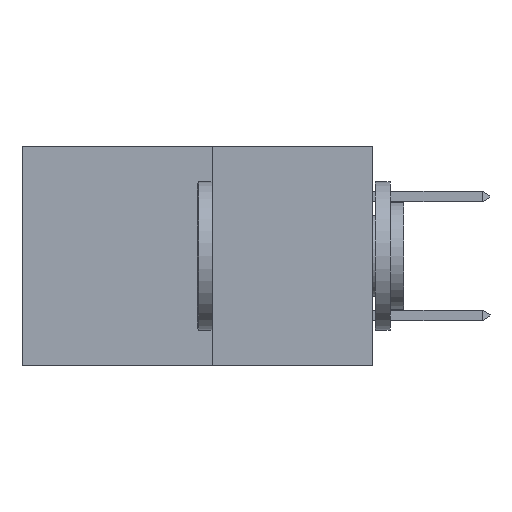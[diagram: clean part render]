
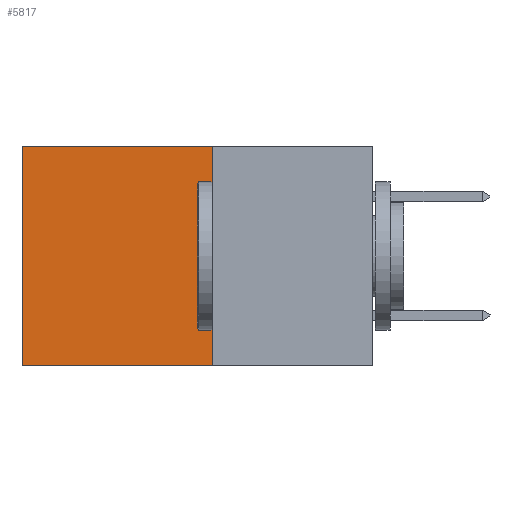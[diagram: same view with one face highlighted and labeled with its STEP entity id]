
A CAD part, left-side view. The second image highlights one B-rep face of the part: STEP entity #5817.
In plain terms, the highlighted planar face has unit normal (-1, 0, 0).
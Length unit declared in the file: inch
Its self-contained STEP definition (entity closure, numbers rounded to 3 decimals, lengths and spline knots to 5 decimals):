
#4 = LINE ( 'NONE', #7119, #5280 ) ;
#419 = ORIENTED_EDGE ( 'NONE', *, *, #32029, .F. ) ;
#508 = LINE ( 'NONE', #11931, #6604 ) ;
#718 = VERTEX_POINT ( 'NONE', #31900 ) ;
#4158 = EDGE_CURVE ( 'NONE', #29068, #32212, #4, .T. ) ;
#4702 = CARTESIAN_POINT ( 'NONE',  ( 0.277, 0.27, 0. ) ) ;
#5280 = VECTOR ( 'NONE', #7328, 39.37008 ) ;
#5817 = ADVANCED_FACE ( 'NONE', ( #13030 ), #10970, .F. ) ;
#5888 = LINE ( 'NONE', #27510, #14435 ) ;
#6604 = VECTOR ( 'NONE', #27453, 39.37008 ) ;
#7119 = CARTESIAN_POINT ( 'NONE',  ( 0.277, 0.27, -0.37 ) ) ;
#7328 = DIRECTION ( 'NONE',  ( 0., 1., 0. ) ) ;
#9465 = DIRECTION ( 'NONE',  ( 0., 0., -1. ) ) ;
#10744 = DIRECTION ( 'NONE',  ( 0., 0., -1. ) ) ;
#10809 = CARTESIAN_POINT ( 'NONE',  ( 0.277, 0.27, -0.37 ) ) ;
#10849 = DIRECTION ( 'NONE',  ( 1., 0., 0. ) ) ;
#10961 = CARTESIAN_POINT ( 'NONE',  ( 0.277, 0.27, -0.37 ) ) ;
#10970 = PLANE ( 'NONE',  #23511 ) ;
#11931 = CARTESIAN_POINT ( 'NONE',  ( 0.277, 0.59, -0.37 ) ) ;
#13030 = FACE_OUTER_BOUND ( 'NONE', #15220, .T. ) ;
#14435 = VECTOR ( 'NONE', #9465, 39.37008 ) ;
#15220 = EDGE_LOOP ( 'NONE', ( #28120, #23598, #419, #20175 ) ) ;
#16423 = LINE ( 'NONE', #4702, #22452 ) ;
#18972 = VERTEX_POINT ( 'NONE', #31464 ) ;
#20175 = ORIENTED_EDGE ( 'NONE', *, *, #30145, .T. ) ;
#22452 = VECTOR ( 'NONE', #32942, 39.37008 ) ;
#23511 = AXIS2_PLACEMENT_3D ( 'NONE', #10961, #10849, #10744 ) ;
#23598 = ORIENTED_EDGE ( 'NONE', *, *, #4158, .F. ) ;
#24039 = EDGE_CURVE ( 'NONE', #718, #32212, #508, .T. ) ;
#27453 = DIRECTION ( 'NONE',  ( 0., 0., -1. ) ) ;
#27510 = CARTESIAN_POINT ( 'NONE',  ( 0.277, 0.27, -0.37 ) ) ;
#28120 = ORIENTED_EDGE ( 'NONE', *, *, #24039, .T. ) ;
#28602 = CARTESIAN_POINT ( 'NONE',  ( 0.277, 0.59, -0.37 ) ) ;
#29068 = VERTEX_POINT ( 'NONE', #10809 ) ;
#30145 = EDGE_CURVE ( 'NONE', #18972, #718, #16423, .T. ) ;
#31464 = CARTESIAN_POINT ( 'NONE',  ( 0.277, 0.27, 0. ) ) ;
#31900 = CARTESIAN_POINT ( 'NONE',  ( 0.277, 0.59, 0. ) ) ;
#32029 = EDGE_CURVE ( 'NONE', #18972, #29068, #5888, .T. ) ;
#32212 = VERTEX_POINT ( 'NONE', #28602 ) ;
#32942 = DIRECTION ( 'NONE',  ( 0., 1., 0. ) ) ;
